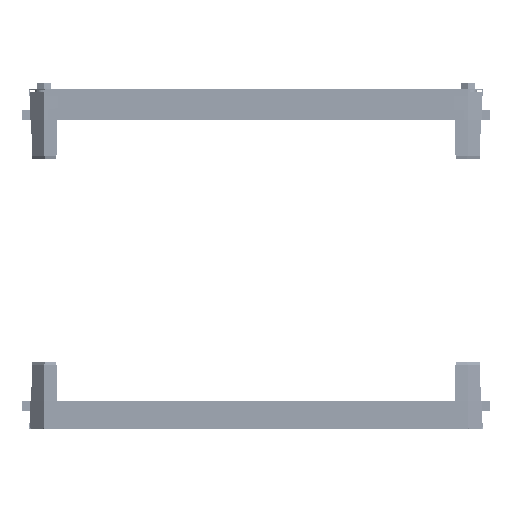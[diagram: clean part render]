
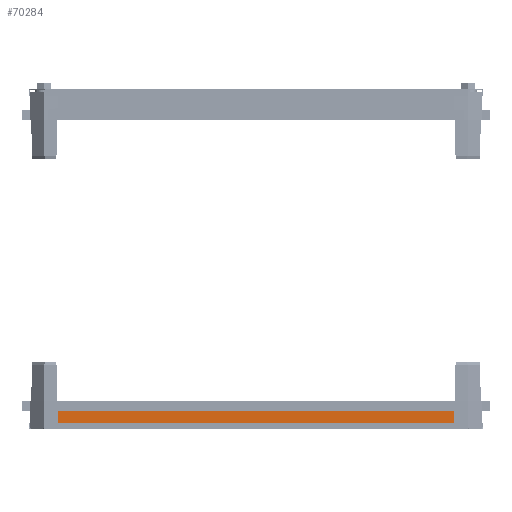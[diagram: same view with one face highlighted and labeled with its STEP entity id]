
A CAD part, left-side view. The second image highlights one B-rep face of the part: STEP entity #70284.
In plain terms, the highlighted planar face has unit normal (-1, 0, 0).
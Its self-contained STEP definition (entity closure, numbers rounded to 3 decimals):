
#5750 = DIRECTION ( 'NONE',  ( 0., 0., -1. ) ) ;
#13120 = DIRECTION ( 'NONE',  ( 1., 0., 0. ) ) ;
#14573 = VERTEX_POINT ( 'NONE', #26422 ) ;
#21100 = VECTOR ( 'NONE', #180389, 1000. ) ;
#23964 = VERTEX_POINT ( 'NONE', #134204 ) ;
#24133 = VERTEX_POINT ( 'NONE', #155631 ) ;
#26422 = CARTESIAN_POINT ( 'NONE',  ( -789.55, 162.4, 22.4 ) ) ;
#28201 = EDGE_CURVE ( 'NONE', #14573, #197726, #29010, .T. ) ;
#29010 = LINE ( 'NONE', #148970, #196874 ) ;
#29951 = ORIENTED_EDGE ( 'NONE', *, *, #189343, .T. ) ;
#45722 = LINE ( 'NONE', #150948, #21100 ) ;
#49840 = ORIENTED_EDGE ( 'NONE', *, *, #28201, .F. ) ;
#61807 = DIRECTION ( 'NONE',  ( 0., 1., 0. ) ) ;
#67192 = EDGE_LOOP ( 'NONE', ( #29951, #135574, #115966, #49840 ) ) ;
#70284 = ADVANCED_FACE ( 'NONE', ( #164753 ), #152287, .F. ) ;
#79453 = VECTOR ( 'NONE', #5750, 1000. ) ;
#91678 = LINE ( 'NONE', #160719, #79453 ) ;
#96848 = CARTESIAN_POINT ( 'NONE',  ( -789.55, -345.6, 21.1 ) ) ;
#115966 = ORIENTED_EDGE ( 'NONE', *, *, #173142, .F. ) ;
#125481 = EDGE_CURVE ( 'NONE', #24133, #23964, #45722, .T. ) ;
#131994 = DIRECTION ( 'NONE',  ( 0., -1., 0. ) ) ;
#134204 = CARTESIAN_POINT ( 'NONE',  ( -789.55, 162.4, -0.1 ) ) ;
#134649 = CARTESIAN_POINT ( 'NONE',  ( -789.55, -345.6, 22.4 ) ) ;
#135574 = ORIENTED_EDGE ( 'NONE', *, *, #125481, .F. ) ;
#148970 = CARTESIAN_POINT ( 'NONE',  ( -789.55, -345.6, 22.4 ) ) ;
#150948 = CARTESIAN_POINT ( 'NONE',  ( -789.55, -345.6, -0.1 ) ) ;
#152150 = LINE ( 'NONE', #170180, #181742 ) ;
#152287 = PLANE ( 'NONE',  #219176 ) ;
#155631 = CARTESIAN_POINT ( 'NONE',  ( -789.55, -345.6, -0.1 ) ) ;
#160719 = CARTESIAN_POINT ( 'NONE',  ( -789.55, -345.6, 21.1 ) ) ;
#164753 = FACE_OUTER_BOUND ( 'NONE', #67192, .T. ) ;
#170180 = CARTESIAN_POINT ( 'NONE',  ( -789.55, 162.4, 21.1 ) ) ;
#173142 = EDGE_CURVE ( 'NONE', #197726, #24133, #91678, .T. ) ;
#180389 = DIRECTION ( 'NONE',  ( 0., 1., 0. ) ) ;
#181742 = VECTOR ( 'NONE', #203051, 1000. ) ;
#189343 = EDGE_CURVE ( 'NONE', #14573, #23964, #152150, .T. ) ;
#196874 = VECTOR ( 'NONE', #131994, 1000. ) ;
#197726 = VERTEX_POINT ( 'NONE', #134649 ) ;
#203051 = DIRECTION ( 'NONE',  ( 0., 0., -1. ) ) ;
#219176 = AXIS2_PLACEMENT_3D ( 'NONE', #96848, #13120, #61807 ) ;
